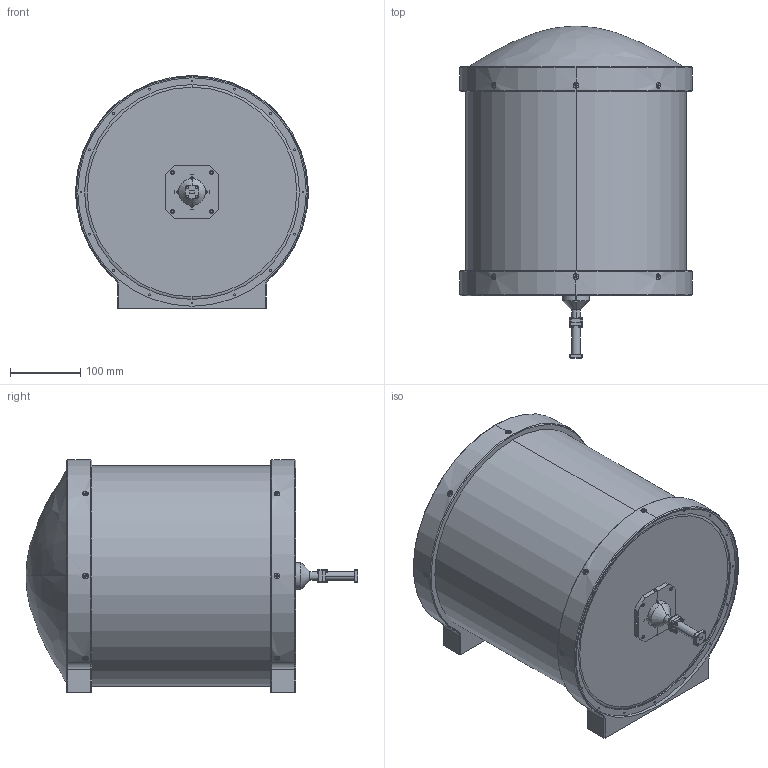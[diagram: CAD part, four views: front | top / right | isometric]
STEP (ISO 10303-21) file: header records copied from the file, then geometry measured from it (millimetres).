
FILE_DESCRIPTION (( 'STEP AP203' ), '1' );
FILE_NAME ('SAQ-333120-28-S1-GA.STEP', '2021-06-09T20:41:48', ( '' ), ( '' ), 'SwSTEP 2.0', 'SolidWorks 2021', '' );
FILE_SCHEMA (( 'CONFIG_CONTROL_DESIGN' ));
Products named in the file (1): SAQ-333120-28-S1-GA
Bounding box: 330.2 x 471.05 x 330.2 mm (x, y, z)
Volume: 27253709.1 mm3; surface area: 565903.3 mm2
Topology: 18 solids, 19 shells, 1829 faces, 4421 edges, 2737 vertices
Faces by surface type: plane 863, cone 592, cylinder 362, bspline 10, torus 2
Entity records: 57607 total; most frequent: CARTESIAN_POINT 16171, ORIENTED_EDGE 8746, DIRECTION 8239, EDGE_CURVE 4373, AXIS2_PLACEMENT_3D 3098, VERTEX_POINT 2737, VECTOR 2043, LINE 2043
